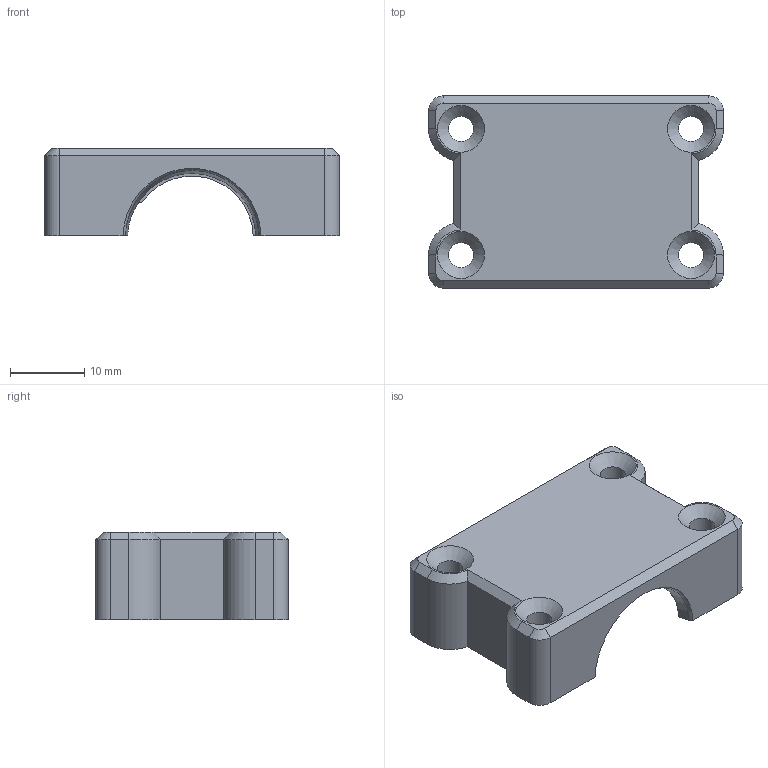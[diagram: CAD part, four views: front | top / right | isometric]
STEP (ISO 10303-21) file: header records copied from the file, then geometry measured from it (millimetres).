
FILE_DESCRIPTION(/* description */ (''),/* implementation_level */ '2;1');
FILE_NAME(/* name */ 'FastTrackTidalVolumeMeter Clamp-v1.stp',/* time_stamp */ '2020-04-03T13:02:46-07:00',/* author */ (''),/* organization */ (''),/* preprocessor_version */ 'ST-DEVELOPER v18.1',/* originating_system */ 'Autodesk Inventor 2021',/* authorisation */ '');
FILE_SCHEMA (('AUTOMOTIVE_DESIGN { 1 0 10303 214 3 1 1 }'));
Length unit declared in the file: millimetre
Products named in the file (1): FastTrackTidalVolumeMeter Clamp
Bounding box: 39.74 x 25.9 x 11.8 mm (x, y, z)
Volume: 4720.3 mm3; surface area: 4311.7 mm2
Topology: 1 solids, 1 shells, 203 faces, 556 edges, 365 vertices
Faces by surface type: bspline 84, plane 82, cylinder 19, cone 14, torus 4
Full cylindrical faces by diameter (mm): 3.4 x4
Entity records: 7627 total; most frequent: CARTESIAN_POINT 2952, ORIENTED_EDGE 1112, DIRECTION 696, EDGE_CURVE 556, VERTEX_POINT 365, LINE 300, VECTOR 300, EDGE_LOOP 221
